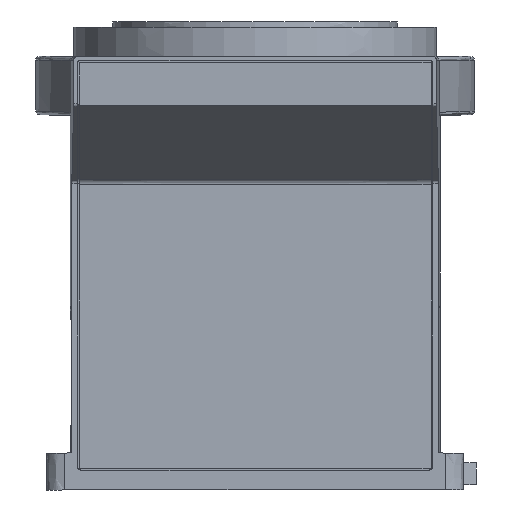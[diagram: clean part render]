
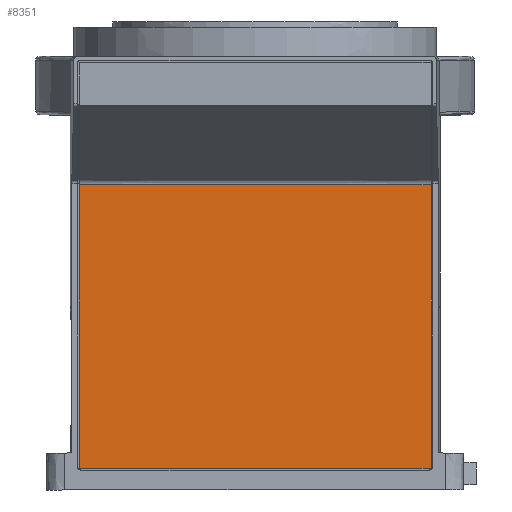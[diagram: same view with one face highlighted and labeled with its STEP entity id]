
A CAD part, left-side view. The second image highlights one B-rep face of the part: STEP entity #8351.
In plain terms, the highlighted free-form (B-spline) face has degree [1, 1] with [2, 2] control points.
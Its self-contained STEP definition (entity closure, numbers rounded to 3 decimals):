
#125 = VECTOR ( 'NONE', #3416, 1000. ) ;
#883 = ORIENTED_EDGE ( 'NONE', *, *, #2476, .T. ) ;
#1209 = CARTESIAN_POINT ( 'NONE',  ( -97., 156.23, 0. ) ) ;
#1281 = EDGE_CURVE ( 'NONE', #7432, #5684, #8836, .T. ) ;
#1354 = CARTESIAN_POINT ( 'NONE',  ( -97., 0., 0. ) ) ;
#1656 = EDGE_CURVE ( 'NONE', #10514, #5012, #4360, .T. ) ;
#1793 = CARTESIAN_POINT ( 'NONE',  ( -97., 156.23, 0. ) ) ;
#2114 = FACE_OUTER_BOUND ( 'NONE', #10163, .T. ) ;
#2129 = CARTESIAN_POINT ( 'NONE',  ( 97., 0., 0. ) ) ;
#2310 = VECTOR ( 'NONE', #6563, 1000. ) ;
#2476 = EDGE_CURVE ( 'NONE', #10514, #7432, #7160, .T. ) ;
#2678 = CARTESIAN_POINT ( 'NONE',  ( -97., 156.23, 0. ) ) ;
#2714 = ORIENTED_EDGE ( 'NONE', *, *, #1656, .F. ) ;
#3014 = CARTESIAN_POINT ( 'NONE',  ( 97., 156.23, 0. ) ) ;
#3096 = B_SPLINE_SURFACE_WITH_KNOTS ( 'NONE', 1, 1, ( 
 ( #1209, #7665 ),
 ( #1354, #2129 ) ),
 .UNSPECIFIED., .F., .F., .F.,
 ( 2, 2 ),
 ( 2, 2 ),
 ( 1.77, 158. ),
 ( 0., 194. ),
 .UNSPECIFIED. ) ;
#3286 = EDGE_CURVE ( 'NONE', #5012, #5684, #5350, .T. ) ;
#3416 = DIRECTION ( 'NONE',  ( 1., 0., 0. ) ) ;
#3516 = CARTESIAN_POINT ( 'NONE',  ( -97., 0., 0. ) ) ;
#4210 = CARTESIAN_POINT ( 'NONE',  ( 97., 156.23, 0. ) ) ;
#4360 = LINE ( 'NONE', #1793, #125 ) ;
#5012 = VERTEX_POINT ( 'NONE', #3014 ) ;
#5084 = CARTESIAN_POINT ( 'NONE',  ( -97., 156.23, 0. ) ) ;
#5094 = VECTOR ( 'NONE', #8486, 1000. ) ;
#5350 = LINE ( 'NONE', #4210, #5094 ) ;
#5550 = ORIENTED_EDGE ( 'NONE', *, *, #1281, .T. ) ;
#5684 = VERTEX_POINT ( 'NONE', #9240 ) ;
#6563 = DIRECTION ( 'NONE',  ( 1., 0., 0. ) ) ;
#7160 = LINE ( 'NONE', #5084, #9221 ) ;
#7307 = ORIENTED_EDGE ( 'NONE', *, *, #3286, .F. ) ;
#7432 = VERTEX_POINT ( 'NONE', #3516 ) ;
#7611 = DIRECTION ( 'NONE',  ( 0., -1., 0. ) ) ;
#7665 = CARTESIAN_POINT ( 'NONE',  ( 97., 156.23, 0. ) ) ;
#8351 = ADVANCED_FACE ( 'NONE', ( #2114 ), #3096, .T. ) ;
#8486 = DIRECTION ( 'NONE',  ( 0., -1., 0. ) ) ;
#8836 = LINE ( 'NONE', #9919, #2310 ) ;
#9221 = VECTOR ( 'NONE', #7611, 1000. ) ;
#9240 = CARTESIAN_POINT ( 'NONE',  ( 97., 0., 0. ) ) ;
#9919 = CARTESIAN_POINT ( 'NONE',  ( -97., 0., 0. ) ) ;
#10163 = EDGE_LOOP ( 'NONE', ( #883, #5550, #7307, #2714 ) ) ;
#10514 = VERTEX_POINT ( 'NONE', #2678 ) ;
